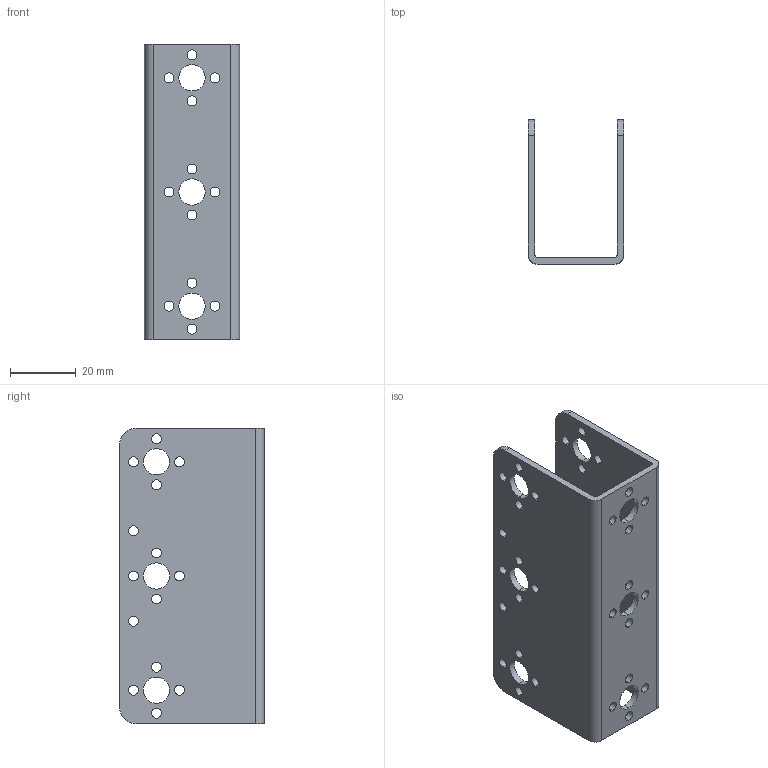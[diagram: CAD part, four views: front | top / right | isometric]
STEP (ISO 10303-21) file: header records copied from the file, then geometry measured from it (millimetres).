
FILE_DESCRIPTION (( 'STEP AP203' ), '1' );
FILE_NAME ('堁怢菁釱.', '2023-07-30T05:01:55', ( '' ), ( '' ), 'SwSTEP 2.0', 'SolidWorks 2023', '' );
FILE_SCHEMA (( 'CONFIG_CONTROL_DESIGN' ));
Length unit declared in the file: millimetre
Products named in the file (1): 云台底座
Bounding box: 29 x 44 x 90 mm (x, y, z)
Volume: 18558.5 mm3; surface area: 20553.7 mm2
Topology: 1 solids, 1 shells, 116 faces, 342 edges, 228 vertices
Faces by surface type: cylinder 106, plane 10
Entity records: 4271 total; most frequent: DIRECTION 788, CARTESIAN_POINT 687, ORIENTED_EDGE 684, EDGE_CURVE 342, AXIS2_PLACEMENT_3D 329, VERTEX_POINT 228, EDGE_LOOP 214, CIRCLE 212
